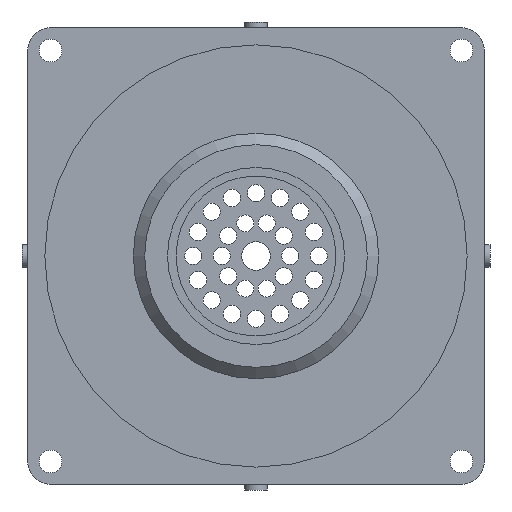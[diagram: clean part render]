
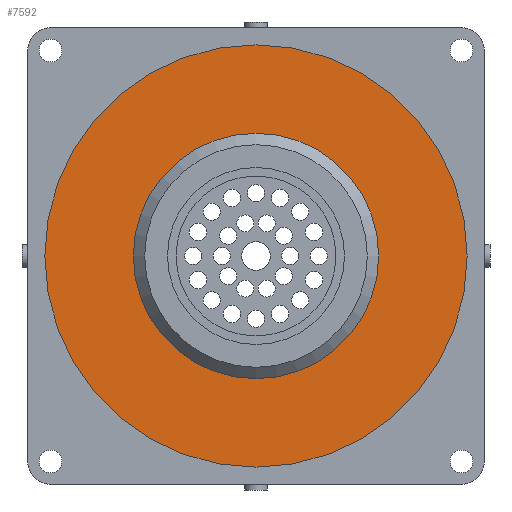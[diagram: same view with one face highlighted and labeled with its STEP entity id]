
A CAD part, front view. The second image highlights one B-rep face of the part: STEP entity #7592.
In plain terms, the highlighted planar face has unit normal (0, -1, 0).
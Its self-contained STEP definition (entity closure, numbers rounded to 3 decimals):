
#169=FACE_BOUND('',#1188,.T.);
#728=FACE_OUTER_BOUND('',#1187,.T.);
#1187=EDGE_LOOP('',(#5391));
#1188=EDGE_LOOP('',(#5392));
#1891=CIRCLE('',#8156,37.);
#1892=CIRCLE('',#8157,21.5);
#3467=VERTEX_POINT('',#11566);
#3468=VERTEX_POINT('',#11568);
#4221=EDGE_CURVE('',#3467,#3467,#1891,.T.);
#4222=EDGE_CURVE('',#3468,#3468,#1892,.T.);
#5391=ORIENTED_EDGE('',*,*,#4221,.T.);
#5392=ORIENTED_EDGE('',*,*,#4222,.F.);
#7386=PLANE('',#8155);
#7592=ADVANCED_FACE('',(#728,#169),#7386,.T.);
#8155=AXIS2_PLACEMENT_3D('',#11565,#9217,#9218);
#8156=AXIS2_PLACEMENT_3D('',#11567,#9219,#9220);
#8157=AXIS2_PLACEMENT_3D('',#11569,#9221,#9222);
#9217=DIRECTION('center_axis',(0.,-1.,0.));
#9218=DIRECTION('ref_axis',(1.,0.,0.));
#9219=DIRECTION('center_axis',(0.,-1.,0.));
#9220=DIRECTION('ref_axis',(1.,0.,0.));
#9221=DIRECTION('center_axis',(0.,-1.,0.));
#9222=DIRECTION('ref_axis',(1.,0.,0.));
#11565=CARTESIAN_POINT('Origin',(0.,-3.,0.));
#11566=CARTESIAN_POINT('',(-37.,-3.,0.));
#11567=CARTESIAN_POINT('Origin',(0.,-3.,0.));
#11568=CARTESIAN_POINT('',(-21.5,-3.,0.));
#11569=CARTESIAN_POINT('Origin',(0.,-3.,0.));
